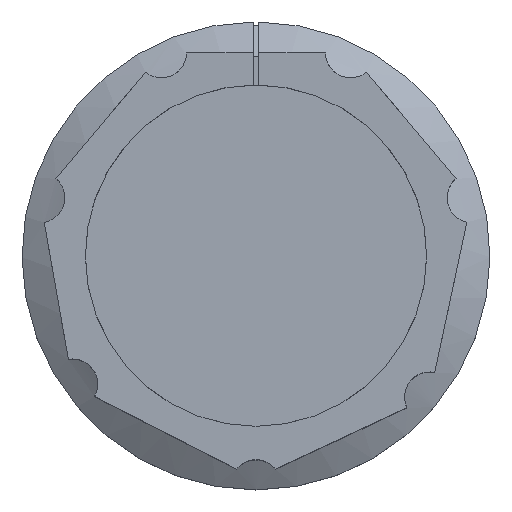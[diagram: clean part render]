
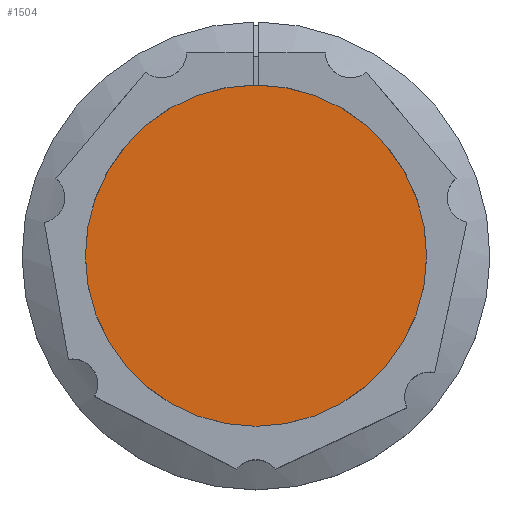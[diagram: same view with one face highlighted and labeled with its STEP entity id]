
A CAD part, top view. The second image highlights one B-rep face of the part: STEP entity #1504.
In plain terms, the highlighted planar face has unit normal (0, 0, 1).
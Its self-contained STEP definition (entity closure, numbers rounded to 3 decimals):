
#710=CARTESIAN_POINT('',(0.,0.,-1.));
#711=DIRECTION('',(0.,0.,-1.));
#712=DIRECTION('',(0.,1.,0.));
#713=AXIS2_PLACEMENT_3D('',#710,#711,#712);
#737=CARTESIAN_POINT('',(0.,0.,-1.));
#738=DIRECTION('',(0.,0.,1.));
#739=DIRECTION('',(0.,1.,0.));
#740=AXIS2_PLACEMENT_3D('',#737,#738,#739);
#816=CARTESIAN_POINT('',(0.,13.894,-1.));
#817=CARTESIAN_POINT('',(0.,-13.894,-1.));
#818=VERTEX_POINT('',#816);
#819=VERTEX_POINT('',#817);
#1495=CARTESIAN_POINT('',(0.,0.,-1.));
#1496=DIRECTION('',(0.,0.,-1.));
#1497=DIRECTION('',(0.,-1.,0.));
#1498=AXIS2_PLACEMENT_3D('',#1495,#1496,#1497);
#1499=PLANE('',#1498);
#1500=ORIENTED_EDGE('',*,*,#1437,.F.);
#1501=ORIENTED_EDGE('',*,*,#1417,.T.);
#1502=EDGE_LOOP('',(#1500,#1501));
#1503=FACE_OUTER_BOUND('',#1502,.F.);
#1504=ADVANCED_FACE('',(#1503),#1499,.F.);
#714=CIRCLE('',#713,13.894);
#741=CIRCLE('',#740,13.894);
#1417=EDGE_CURVE('',#818,#819,#714,.T.);
#1437=EDGE_CURVE('',#818,#819,#741,.T.);
